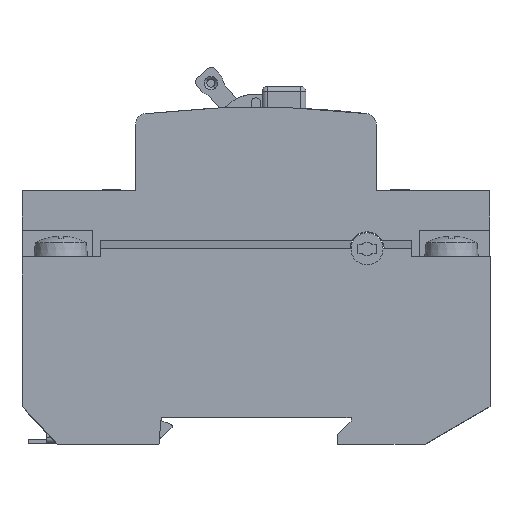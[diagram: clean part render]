
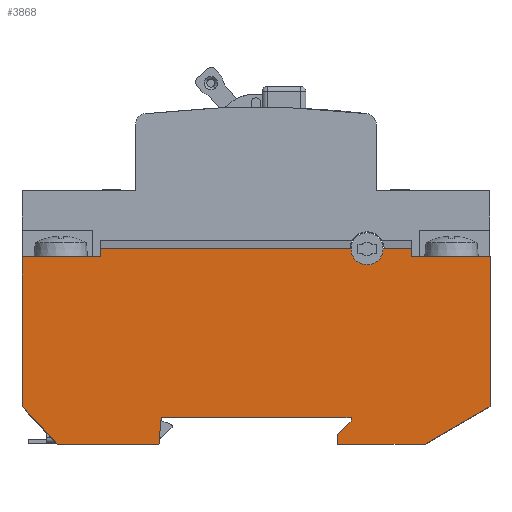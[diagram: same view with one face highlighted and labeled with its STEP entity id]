
A CAD part, top view. The second image highlights one B-rep face of the part: STEP entity #3868.
In plain terms, the highlighted face is planar.
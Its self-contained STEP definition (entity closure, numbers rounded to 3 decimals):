
#246=CARTESIAN_POINT('',(20.75,-36.5,0.));
#247=DIRECTION('',(0.,0.,-1.));
#248=DIRECTION('',(-1.,0.,0.));
#249=AXIS2_PLACEMENT_3D('',#246,#247,#248);
#254=DIRECTION('',(1.,0.,0.));
#255=VECTOR('',#254,14.6);
#256=CARTESIAN_POINT('',(29.15,-35.,0.));
#257=LINE('',#256,#255);
#261=DIRECTION('',(0.,1.,0.));
#262=VECTOR('',#261,28.);
#263=CARTESIAN_POINT('',(43.75,-35.,0.));
#264=LINE('',#263,#262);
#268=DIRECTION('',(-0.866,0.5,0.));
#269=VECTOR('',#268,14.);
#270=CARTESIAN_POINT('',(43.75,-7.,0.));
#271=LINE('',#270,#269);
#275=DIRECTION('',(-1.,0.,0.));
#276=VECTOR('',#275,16.376);
#277=CARTESIAN_POINT('',(31.626,0.,0.));
#278=LINE('',#277,#276);
#282=DIRECTION('',(0.,-1.,0.));
#283=VECTOR('',#282,1.8);
#284=CARTESIAN_POINT('',(15.25,0.,0.));
#285=LINE('',#284,#283);
#289=DIRECTION('',(0.707,-0.707,0.));
#290=VECTOR('',#289,3.536);
#291=CARTESIAN_POINT('',(15.25,-1.8,0.));
#292=LINE('',#291,#290);
#296=DIRECTION('',(0.,-1.,0.));
#297=VECTOR('',#296,0.7);
#298=CARTESIAN_POINT('',(17.75,-4.3,0.));
#299=LINE('',#298,#297);
#303=DIRECTION('',(-1.,0.,0.));
#304=VECTOR('',#303,35.5);
#305=CARTESIAN_POINT('',(17.75,-5.,0.));
#306=LINE('',#305,#304);
#310=DIRECTION('',(-0.087,0.996,0.));
#311=VECTOR('',#310,5.019);
#312=CARTESIAN_POINT('',(-17.75,-5.,0.));
#313=LINE('',#312,#311);
#317=DIRECTION('',(-1.,0.,0.));
#318=VECTOR('',#317,19.035);
#319=CARTESIAN_POINT('',(-18.187,0.,0.));
#320=LINE('',#319,#318);
#324=DIRECTION('',(-0.682,-0.731,0.));
#325=VECTOR('',#324,9.571);
#326=CARTESIAN_POINT('',(-37.222,0.,0.));
#327=LINE('',#326,#325);
#331=DIRECTION('',(0.,-1.,0.));
#332=VECTOR('',#331,28.);
#333=CARTESIAN_POINT('',(-43.75,-7.,0.));
#334=LINE('',#333,#332);
#338=DIRECTION('',(1.,0.,0.));
#339=VECTOR('',#338,14.6);
#340=CARTESIAN_POINT('',(-43.75,-35.,0.));
#341=LINE('',#340,#339);
#345=DIRECTION('',(0.,-1.,0.));
#346=VECTOR('',#345,1.5);
#347=CARTESIAN_POINT('',(-29.15,-35.,0.));
#348=LINE('',#347,#346);
#387=DIRECTION('',(1.,0.,0.));
#388=VECTOR('',#387,46.9);
#389=CARTESIAN_POINT('',(-29.15,-36.5,0.));
#390=LINE('',#389,#388);
#457=DIRECTION('',(1.,0.,0.));
#458=VECTOR('',#457,5.4);
#459=CARTESIAN_POINT('',(23.75,-36.5,0.));
#460=LINE('',#459,#458);
#2713=DIRECTION('',(0.,-1.,0.));
#2714=VECTOR('',#2713,1.5);
#2715=CARTESIAN_POINT('',(29.15,-35.,0.));
#2716=LINE('',#2715,#2714);
#3168=CARTESIAN_POINT('',(43.75,-35.,0.));
#3169=CARTESIAN_POINT('',(43.75,-7.,0.));
#3170=VERTEX_POINT('',#3168);
#3171=VERTEX_POINT('',#3169);
#3172=CARTESIAN_POINT('',(31.626,0.,0.));
#3173=VERTEX_POINT('',#3172);
#3174=CARTESIAN_POINT('',(15.25,0.,0.));
#3175=VERTEX_POINT('',#3174);
#3176=CARTESIAN_POINT('',(15.25,-1.8,0.));
#3177=VERTEX_POINT('',#3176);
#3178=CARTESIAN_POINT('',(17.75,-4.3,0.));
#3179=VERTEX_POINT('',#3178);
#3180=CARTESIAN_POINT('',(17.75,-5.,0.));
#3181=VERTEX_POINT('',#3180);
#3182=CARTESIAN_POINT('',(-17.75,-5.,0.));
#3183=VERTEX_POINT('',#3182);
#3184=CARTESIAN_POINT('',(-18.187,0.,0.));
#3185=VERTEX_POINT('',#3184);
#3186=CARTESIAN_POINT('',(-37.222,0.,0.));
#3187=VERTEX_POINT('',#3186);
#3188=CARTESIAN_POINT('',(-43.75,-7.,0.));
#3189=VERTEX_POINT('',#3188);
#3190=CARTESIAN_POINT('',(-43.75,-35.,0.));
#3191=VERTEX_POINT('',#3190);
#3246=CARTESIAN_POINT('',(29.15,-36.5,0.));
#3248=VERTEX_POINT('',#3246);
#3251=CARTESIAN_POINT('',(-29.15,-36.5,0.));
#3253=VERTEX_POINT('',#3251);
#3258=CARTESIAN_POINT('',(29.15,-35.,0.));
#3260=VERTEX_POINT('',#3258);
#3262=CARTESIAN_POINT('',(-29.15,-35.,0.));
#3264=VERTEX_POINT('',#3262);
#3278=CARTESIAN_POINT('',(17.75,-36.5,0.));
#3279=CARTESIAN_POINT('',(23.75,-36.5,0.));
#3280=VERTEX_POINT('',#3278);
#3281=VERTEX_POINT('',#3279);
#3826=CARTESIAN_POINT('',(0.,0.,0.));
#3827=DIRECTION('',(0.,0.,1.));
#3828=DIRECTION('',(-1.,0.,0.));
#3829=AXIS2_PLACEMENT_3D('',#3826,#3827,#3828);
#3830=PLANE('',#3829);
#3831=ORIENTED_EDGE('',*,*,#3786,.T.);
#3833=ORIENTED_EDGE('',*,*,#3832,.T.);
#3835=ORIENTED_EDGE('',*,*,#3834,.F.);
#3837=ORIENTED_EDGE('',*,*,#3836,.T.);
#3839=ORIENTED_EDGE('',*,*,#3838,.T.);
#3841=ORIENTED_EDGE('',*,*,#3840,.T.);
#3843=ORIENTED_EDGE('',*,*,#3842,.T.);
#3845=ORIENTED_EDGE('',*,*,#3844,.T.);
#3847=ORIENTED_EDGE('',*,*,#3846,.T.);
#3849=ORIENTED_EDGE('',*,*,#3848,.T.);
#3851=ORIENTED_EDGE('',*,*,#3850,.T.);
#3853=ORIENTED_EDGE('',*,*,#3852,.T.);
#3855=ORIENTED_EDGE('',*,*,#3854,.T.);
#3857=ORIENTED_EDGE('',*,*,#3856,.T.);
#3859=ORIENTED_EDGE('',*,*,#3858,.T.);
#3861=ORIENTED_EDGE('',*,*,#3860,.T.);
#3863=ORIENTED_EDGE('',*,*,#3862,.T.);
#3865=ORIENTED_EDGE('',*,*,#3864,.T.);
#3866=EDGE_LOOP('',(#3831,#3833,#3835,#3837,#3839,#3841,#3843,#3845,#3847,#3849,
#3851,#3853,#3855,#3857,#3859,#3861,#3863,#3865));
#3867=FACE_OUTER_BOUND('',#3866,.F.);
#250=CIRCLE('',#249,3.);
#3786=EDGE_CURVE('',#3280,#3281,#250,.T.);
#3832=EDGE_CURVE('',#3281,#3248,#460,.T.);
#3834=EDGE_CURVE('',#3260,#3248,#2716,.T.);
#3836=EDGE_CURVE('',#3260,#3170,#257,.T.);
#3838=EDGE_CURVE('',#3170,#3171,#264,.T.);
#3840=EDGE_CURVE('',#3171,#3173,#271,.T.);
#3842=EDGE_CURVE('',#3173,#3175,#278,.T.);
#3844=EDGE_CURVE('',#3175,#3177,#285,.T.);
#3846=EDGE_CURVE('',#3177,#3179,#292,.T.);
#3848=EDGE_CURVE('',#3179,#3181,#299,.T.);
#3850=EDGE_CURVE('',#3181,#3183,#306,.T.);
#3852=EDGE_CURVE('',#3183,#3185,#313,.T.);
#3854=EDGE_CURVE('',#3185,#3187,#320,.T.);
#3856=EDGE_CURVE('',#3187,#3189,#327,.T.);
#3858=EDGE_CURVE('',#3189,#3191,#334,.T.);
#3860=EDGE_CURVE('',#3191,#3264,#341,.T.);
#3862=EDGE_CURVE('',#3264,#3253,#348,.T.);
#3864=EDGE_CURVE('',#3253,#3280,#390,.T.);
#3868=ADVANCED_FACE('',(#3867),#3830,.F.);
